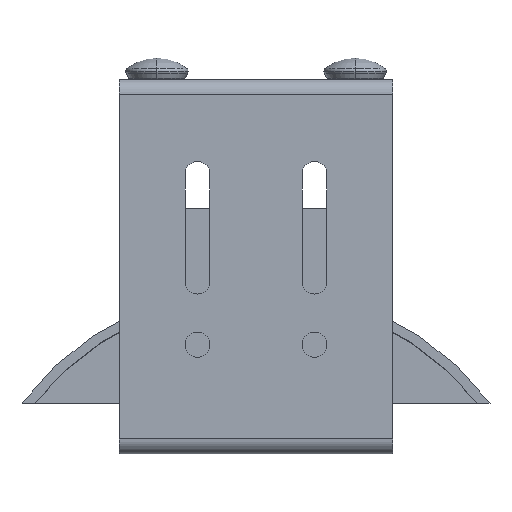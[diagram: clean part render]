
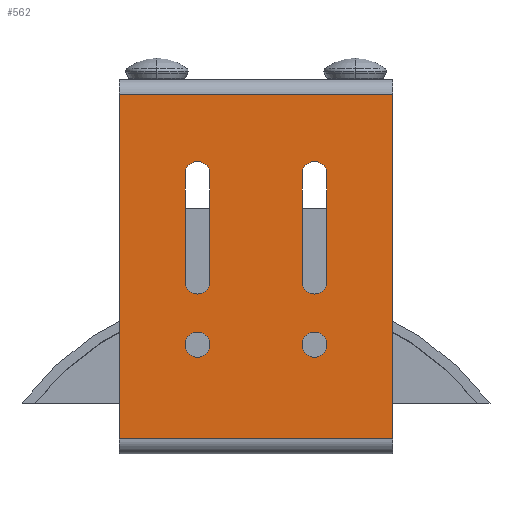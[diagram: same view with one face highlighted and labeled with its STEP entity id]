
A CAD part, left-side view. The second image highlights one B-rep face of the part: STEP entity #562.
In plain terms, the highlighted planar face has unit normal (-1, 0, 0).
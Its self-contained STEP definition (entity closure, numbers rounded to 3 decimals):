
#562=ADVANCED_FACE('',(#1338,#1339,#1340,#1341,#1342),#1343,.T.);
#1338=FACE_BOUND('',#2358,.T.);
#1339=FACE_BOUND('',#2359,.T.);
#1340=FACE_BOUND('',#2360,.T.);
#1341=FACE_BOUND('',#2361,.T.);
#1342=FACE_OUTER_BOUND('',#2362,.T.);
#1343=PLANE('',#2363);
#2358=EDGE_LOOP('',(#3906,#3907,#3908,#3909));
#2359=EDGE_LOOP('',(#3910,#3911,#3912,#3913));
#2360=EDGE_LOOP('',(#3914,#3915));
#2361=EDGE_LOOP('',(#3916,#3917));
#2362=EDGE_LOOP('',(#3918,#3919,#3920,#3921));
#2363=AXIS2_PLACEMENT_3D('',#3922,#3923,#3924);
#3906=ORIENTED_EDGE('',*,*,#5773,.T.);
#3907=ORIENTED_EDGE('',*,*,#5932,.T.);
#3908=ORIENTED_EDGE('',*,*,#5778,.T.);
#3909=ORIENTED_EDGE('',*,*,#5929,.T.);
#3910=ORIENTED_EDGE('',*,*,#5763,.T.);
#3911=ORIENTED_EDGE('',*,*,#5938,.T.);
#3912=ORIENTED_EDGE('',*,*,#5768,.T.);
#3913=ORIENTED_EDGE('',*,*,#5935,.T.);
#3914=ORIENTED_EDGE('',*,*,#5954,.T.);
#3915=ORIENTED_EDGE('',*,*,#5728,.T.);
#3916=ORIENTED_EDGE('',*,*,#5957,.T.);
#3917=ORIENTED_EDGE('',*,*,#5723,.T.);
#3918=ORIENTED_EDGE('',*,*,#5998,.T.);
#3919=ORIENTED_EDGE('',*,*,#5999,.F.);
#3920=ORIENTED_EDGE('',*,*,#5969,.F.);
#3921=ORIENTED_EDGE('',*,*,#5996,.T.);
#3922=CARTESIAN_POINT('',(0.0,35.0,48.));
#3923=DIRECTION('',(-1.0,0.0,0.0));
#3924=DIRECTION('',(0.0,0.0,-1.0));
#5723=EDGE_CURVE('',#6782,#6779,#6783,.T.);
#5728=EDGE_CURVE('',#6791,#6788,#6792,.T.);
#5763=EDGE_CURVE('',#6854,#6851,#6855,.T.);
#5768=EDGE_CURVE('',#6863,#6860,#6864,.T.);
#5773=EDGE_CURVE('',#6872,#6869,#6873,.T.);
#5778=EDGE_CURVE('',#6881,#6878,#6882,.T.);
#5929=EDGE_CURVE('',#6878,#6872,#7091,.T.);
#5932=EDGE_CURVE('',#6869,#6881,#7094,.T.);
#5935=EDGE_CURVE('',#6860,#6854,#7097,.T.);
#5938=EDGE_CURVE('',#6851,#6863,#7100,.T.);
#5954=EDGE_CURVE('',#6788,#6791,#7116,.T.);
#5957=EDGE_CURVE('',#6779,#6782,#7119,.T.);
#5969=EDGE_CURVE('',#7139,#7140,#7141,.T.);
#5996=EDGE_CURVE('',#7139,#7178,#7180,.T.);
#5998=EDGE_CURVE('',#7178,#7182,#7183,.T.);
#5999=EDGE_CURVE('',#7140,#7182,#7184,.T.);
#6779=VERTEX_POINT('',#8245);
#6782=VERTEX_POINT('',#8249);
#6783=CIRCLE('',#8250,3.2);
#6788=VERTEX_POINT('',#8256);
#6791=VERTEX_POINT('',#8260);
#6792=CIRCLE('',#8261,3.2);
#6851=VERTEX_POINT('',#8333);
#6854=VERTEX_POINT('',#8337);
#6855=CIRCLE('',#8338,3.2);
#6860=VERTEX_POINT('',#8344);
#6863=VERTEX_POINT('',#8348);
#6864=CIRCLE('',#8349,3.2);
#6869=VERTEX_POINT('',#8355);
#6872=VERTEX_POINT('',#8359);
#6873=CIRCLE('',#8360,3.2);
#6878=VERTEX_POINT('',#8366);
#6881=VERTEX_POINT('',#8370);
#6882=CIRCLE('',#8371,3.2);
#7091=LINE('',#8610,#8611);
#7094=LINE('',#8615,#8616);
#7097=LINE('',#8620,#8621);
#7100=LINE('',#8625,#8626);
#7116=CIRCLE('',#8643,3.2);
#7119=CIRCLE('',#8646,3.2);
#7139=VERTEX_POINT('',#8670);
#7140=VERTEX_POINT('',#8671);
#7141=LINE('',#8672,#8673);
#7178=VERTEX_POINT('',#8724);
#7180=LINE('',#8726,#8727);
#7182=VERTEX_POINT('',#8729);
#7183=LINE('',#8730,#8731);
#7184=LINE('',#8732,#8733);
#8245=CARTESIAN_POINT('',(0.0,-15.0,24.8));
#8249=CARTESIAN_POINT('',(0.0,-15.0,31.2));
#8250=AXIS2_PLACEMENT_3D('',#10024,#10025,#10026);
#8256=CARTESIAN_POINT('',(0.0,15.0,24.8));
#8260=CARTESIAN_POINT('',(0.0,15.0,31.2));
#8261=AXIS2_PLACEMENT_3D('',#10032,#10033,#10034);
#8333=CARTESIAN_POINT('',(0.0,-18.2,71.8));
#8337=CARTESIAN_POINT('',(0.0,-11.8,71.8));
#8338=AXIS2_PLACEMENT_3D('',#10088,#10089,#10090);
#8344=CARTESIAN_POINT('',(0.0,-11.8,44.2));
#8348=CARTESIAN_POINT('',(0.0,-18.2,44.2));
#8349=AXIS2_PLACEMENT_3D('',#10096,#10097,#10098);
#8355=CARTESIAN_POINT('',(0.0,11.8,71.8));
#8359=CARTESIAN_POINT('',(0.0,18.2,71.8));
#8360=AXIS2_PLACEMENT_3D('',#10104,#10105,#10106);
#8366=CARTESIAN_POINT('',(0.0,18.2,44.2));
#8370=CARTESIAN_POINT('',(0.0,11.8,44.2));
#8371=AXIS2_PLACEMENT_3D('',#10112,#10113,#10114);
#8610=CARTESIAN_POINT('',(0.0,18.2,53.));
#8611=VECTOR('',#10364,1.0);
#8615=CARTESIAN_POINT('',(0.0,11.8,56.45));
#8616=VECTOR('',#10366,1.0);
#8620=CARTESIAN_POINT('',(0.0,-11.8,53.));
#8621=VECTOR('',#10368,1.0);
#8625=CARTESIAN_POINT('',(0.0,-18.2,56.45));
#8626=VECTOR('',#10370,1.0);
#8643=AXIS2_PLACEMENT_3D('',#10393,#10394,#10395);
#8646=AXIS2_PLACEMENT_3D('',#10399,#10400,#10401);
#8670=CARTESIAN_POINT('',(0.,35.0,3.84));
#8671=CARTESIAN_POINT('',(0.0,35.0,92.16));
#8672=CARTESIAN_POINT('',(0.0,35.0,3.84));
#8673=VECTOR('',#10418,1.0);
#8724=CARTESIAN_POINT('',(0.,-35.0,3.84));
#8726=CARTESIAN_POINT('',(0.,35.0,3.84));
#8727=VECTOR('',#10454,1.0);
#8729=CARTESIAN_POINT('',(0.0,-35.0,92.16));
#8730=CARTESIAN_POINT('',(0.0,-35.0,3.84));
#8731=VECTOR('',#10455,1.0);
#8732=CARTESIAN_POINT('',(0.0,35.0,92.16));
#8733=VECTOR('',#10456,1.0);
#10024=CARTESIAN_POINT('',(0.0,-15.0,28.0));
#10025=DIRECTION('',(1.0,-0.0,0.0));
#10026=DIRECTION('',(0.0,0.0,-1.0));
#10032=CARTESIAN_POINT('',(0.0,15.0,28.0));
#10033=DIRECTION('',(1.0,-0.0,0.0));
#10034=DIRECTION('',(0.0,0.0,-1.0));
#10088=CARTESIAN_POINT('',(0.0,-15.0,71.8));
#10089=DIRECTION('',(1.0,-0.0,0.0));
#10090=DIRECTION('',(0.0,1.,0.));
#10096=CARTESIAN_POINT('',(0.0,-15.0,44.2));
#10097=DIRECTION('',(1.0,0.0,-0.0));
#10098=DIRECTION('',(0.0,-1.,0.));
#10104=CARTESIAN_POINT('',(0.0,15.0,71.8));
#10105=DIRECTION('',(1.0,-0.0,0.0));
#10106=DIRECTION('',(0.0,1.,0.));
#10112=CARTESIAN_POINT('',(0.0,15.0,44.2));
#10113=DIRECTION('',(1.0,0.0,-0.0));
#10114=DIRECTION('',(0.0,-1.,0.));
#10364=DIRECTION('',(0.0,-0.0,1.0));
#10366=DIRECTION('',(-0.0,-0.0,-1.0));
#10368=DIRECTION('',(0.0,-0.0,1.0));
#10370=DIRECTION('',(-0.0,-0.0,-1.0));
#10393=CARTESIAN_POINT('',(0.0,15.0,28.0));
#10394=DIRECTION('',(1.0,-0.0,0.0));
#10395=DIRECTION('',(0.0,0.0,-1.0));
#10399=CARTESIAN_POINT('',(0.0,-15.0,28.0));
#10400=DIRECTION('',(1.0,-0.0,0.0));
#10401=DIRECTION('',(0.0,0.0,-1.0));
#10418=DIRECTION('',(0.0,0.0,1.0));
#10454=DIRECTION('',(0.0,-1.0,0.0));
#10455=DIRECTION('',(0.0,0.0,1.0));
#10456=DIRECTION('',(0.0,-1.0,0.0));
